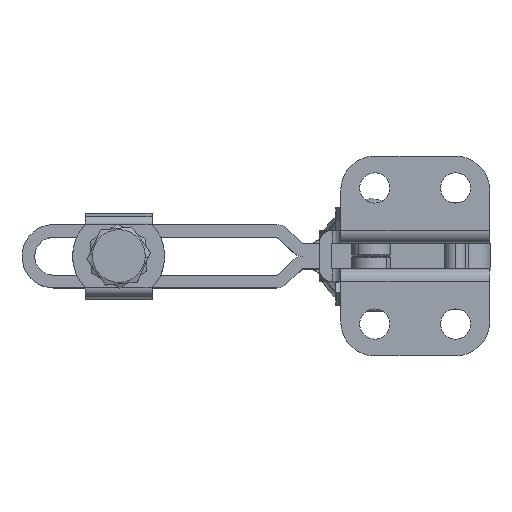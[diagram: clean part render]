
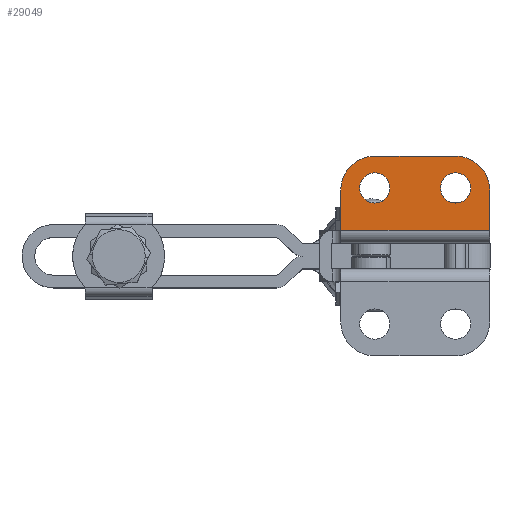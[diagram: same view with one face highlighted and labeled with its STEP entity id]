
A CAD part, top view. The second image highlights one B-rep face of the part: STEP entity #29049.
In plain terms, the highlighted planar face has unit normal (0, 0, 1).
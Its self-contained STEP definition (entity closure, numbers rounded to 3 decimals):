
#12092 = CARTESIAN_POINT ( 'NONE',  ( -11.55, 22., 0. ) ) ;
#12093 = CARTESIAN_POINT ( 'NONE',  ( -4.45, 22., 0. ) ) ;
#12094 = DIRECTION ( 'NONE',  ( -1., 0., 0. ) ) ;
#12095 = DIRECTION ( 'NONE',  ( 0., 0., -1. ) ) ;
#12096 = CARTESIAN_POINT ( 'NONE',  ( -8., 22., 0. ) ) ;
#12097 = AXIS2_PLACEMENT_3D ( 'NONE', #12096, #12095, #12094 ) ;
#12098 = CIRCLE ( 'NONE', #12097, 3.55 ) ;
#12171 = CARTESIAN_POINT ( 'NONE',  ( -8., 29.5, 0. ) ) ;
#12172 = DIRECTION ( 'NONE',  ( -1., 0., 0. ) ) ;
#12173 = VECTOR ( 'NONE', #12172, 1000. ) ;
#12174 = CARTESIAN_POINT ( 'NONE',  ( -17.5, 29.5, 0. ) ) ;
#12175 = LINE ( 'NONE', #12174, #12173 ) ;
#12176 = CARTESIAN_POINT ( 'NONE',  ( -27., 29.5, 0. ) ) ;
#12187 = DIRECTION ( 'NONE',  ( -1., 0., 0. ) ) ;
#12188 = DIRECTION ( 'NONE',  ( 0., 0., -1. ) ) ;
#12189 = CARTESIAN_POINT ( 'NONE',  ( -8., 22., 0. ) ) ;
#12190 = AXIS2_PLACEMENT_3D ( 'NONE', #12189, #12188, #12187 ) ;
#12195 = CIRCLE ( 'NONE', #12190, 3.55 ) ;
#12213 = CARTESIAN_POINT ( 'NONE',  ( -30.55, 22., 0. ) ) ;
#12214 = CARTESIAN_POINT ( 'NONE',  ( -23.45, 22., 0. ) ) ;
#12215 = DIRECTION ( 'NONE',  ( -1., 0., 0. ) ) ;
#12216 = DIRECTION ( 'NONE',  ( 0., 0., -1. ) ) ;
#12217 = CARTESIAN_POINT ( 'NONE',  ( -27., 22., 0. ) ) ;
#12218 = AXIS2_PLACEMENT_3D ( 'NONE', #12217, #12216, #12215 ) ;
#12219 = CIRCLE ( 'NONE', #12218, 3.55 ) ;
#12269 = CARTESIAN_POINT ( 'NONE',  ( -8., 21.5, 0. ) ) ;
#12270 = AXIS2_PLACEMENT_3D ( 'NONE', #12269, #12327, #12326 ) ;
#12275 = CIRCLE ( 'NONE', #12270, 8. ) ;
#12304 = DIRECTION ( 'NONE',  ( -1., 0., 0. ) ) ;
#12305 = DIRECTION ( 'NONE',  ( 0., 0., -1. ) ) ;
#12306 = AXIS2_PLACEMENT_3D ( 'NONE', #12311, #12305, #12304 ) ;
#12307 = CIRCLE ( 'NONE', #12306, 3.55 ) ;
#12311 = CARTESIAN_POINT ( 'NONE',  ( -27., 22., 0. ) ) ;
#12325 = CARTESIAN_POINT ( 'NONE',  ( 0., 21.5, 0. ) ) ;
#12326 = DIRECTION ( 'NONE',  ( -1., 0., 0. ) ) ;
#12327 = DIRECTION ( 'NONE',  ( 0., 0., 1. ) ) ;
#12334 = DIRECTION ( 'NONE',  ( 0., -1., 0. ) ) ;
#12335 = VECTOR ( 'NONE', #12334, 1000. ) ;
#12336 = CARTESIAN_POINT ( 'NONE',  ( 0., 6., 0. ) ) ;
#12337 = LINE ( 'NONE', #12336, #12335 ) ;
#12338 = CARTESIAN_POINT ( 'NONE',  ( 0., 12., 0. ) ) ;
#12339 = CARTESIAN_POINT ( 'NONE',  ( -35., 12., 0. ) ) ;
#12340 = DIRECTION ( 'NONE',  ( 1., 0., 0. ) ) ;
#12341 = VECTOR ( 'NONE', #12340, 1000. ) ;
#12342 = CARTESIAN_POINT ( 'NONE',  ( -17.5, 12., 0. ) ) ;
#12343 = LINE ( 'NONE', #12342, #12341 ) ;
#12344 = DIRECTION ( 'NONE',  ( 1., 0., 0. ) ) ;
#12345 = DIRECTION ( 'NONE',  ( 0., 0., 1. ) ) ;
#12346 = CARTESIAN_POINT ( 'NONE',  ( -35.7, -18.44, 0. ) ) ;
#12347 = AXIS2_PLACEMENT_3D ( 'NONE', #12346, #12345, #12344 ) ;
#12348 = PLANE ( 'NONE',  #12347 ) ;
#12349 = FACE_OUTER_BOUND ( 'NONE', #29061, .T. ) ;
#12350 = FACE_BOUND ( 'NONE', #29053, .T. ) ;
#12351 = FACE_BOUND ( 'NONE', #29093, .T. ) ;
#12376 = DIRECTION ( 'NONE',  ( 1., 0., 0. ) ) ;
#12377 = DIRECTION ( 'NONE',  ( 0., 0., 1. ) ) ;
#12378 = CARTESIAN_POINT ( 'NONE',  ( -27., 21.5, 0. ) ) ;
#12379 = AXIS2_PLACEMENT_3D ( 'NONE', #12378, #12377, #12376 ) ;
#12380 = CIRCLE ( 'NONE', #12379, 8. ) ;
#12381 = CARTESIAN_POINT ( 'NONE',  ( -35., 21.5, 0. ) ) ;
#12438 = DIRECTION ( 'NONE',  ( 0., 1., 0. ) ) ;
#12439 = VECTOR ( 'NONE', #12438, 1000. ) ;
#12440 = CARTESIAN_POINT ( 'NONE',  ( -35., 6., 0. ) ) ;
#12441 = LINE ( 'NONE', #12440, #12439 ) ;
#28832 = EDGE_CURVE ( 'NONE', #28833, #28835, #12098, .T. ) ;
#28833 = VERTEX_POINT ( 'NONE', #12093 ) ;
#28835 = VERTEX_POINT ( 'NONE', #12092 ) ;
#28897 = EDGE_CURVE ( 'NONE', #28835, #28833, #12195, .T. ) ;
#28910 = VERTEX_POINT ( 'NONE', #12176 ) ;
#28914 = EDGE_CURVE ( 'NONE', #28916, #28910, #12175, .T. ) ;
#28916 = VERTEX_POINT ( 'NONE', #12171 ) ;
#28935 = EDGE_CURVE ( 'NONE', #28937, #28940, #12219, .T. ) ;
#28937 = VERTEX_POINT ( 'NONE', #12214 ) ;
#28940 = VERTEX_POINT ( 'NONE', #12213 ) ;
#29008 = EDGE_CURVE ( 'NONE', #29011, #28916, #12275, .T. ) ;
#29011 = VERTEX_POINT ( 'NONE', #12325 ) ;
#29030 = EDGE_CURVE ( 'NONE', #28940, #28937, #12307, .T. ) ;
#29049 = ADVANCED_FACE ( 'NONE', ( #12351, #12350, #12349 ), #12348, .T. ) ;
#29050 = ORIENTED_EDGE ( 'NONE', *, *, #28897, .T. ) ;
#29051 = ORIENTED_EDGE ( 'NONE', *, *, #28832, .T. ) ;
#29053 = EDGE_LOOP ( 'NONE', ( #29055, #29058 ) ) ;
#29055 = ORIENTED_EDGE ( 'NONE', *, *, #29030, .T. ) ;
#29058 = ORIENTED_EDGE ( 'NONE', *, *, #28935, .T. ) ;
#29061 = EDGE_LOOP ( 'NONE', ( #29062, #29067, #29169, #29171, #29173, #29176 ) ) ;
#29062 = ORIENTED_EDGE ( 'NONE', *, *, #29063, .T. ) ;
#29063 = EDGE_CURVE ( 'NONE', #29064, #29065, #12343, .T. ) ;
#29064 = VERTEX_POINT ( 'NONE', #12339 ) ;
#29065 = VERTEX_POINT ( 'NONE', #12338 ) ;
#29067 = ORIENTED_EDGE ( 'NONE', *, *, #29069, .F. ) ;
#29069 = EDGE_CURVE ( 'NONE', #29011, #29065, #12337, .T. ) ;
#29093 = EDGE_LOOP ( 'NONE', ( #29050, #29051 ) ) ;
#29100 = VERTEX_POINT ( 'NONE', #12381 ) ;
#29102 = EDGE_CURVE ( 'NONE', #28910, #29100, #12380, .T. ) ;
#29169 = ORIENTED_EDGE ( 'NONE', *, *, #29008, .T. ) ;
#29171 = ORIENTED_EDGE ( 'NONE', *, *, #28914, .T. ) ;
#29173 = ORIENTED_EDGE ( 'NONE', *, *, #29102, .T. ) ;
#29176 = ORIENTED_EDGE ( 'NONE', *, *, #29177, .F. ) ;
#29177 = EDGE_CURVE ( 'NONE', #29064, #29100, #12441, .T. ) ;
